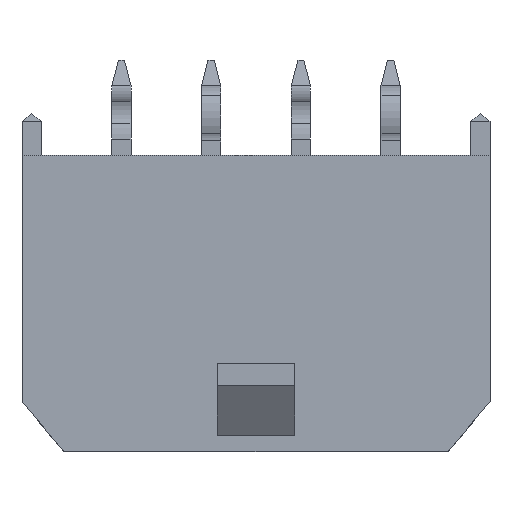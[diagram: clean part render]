
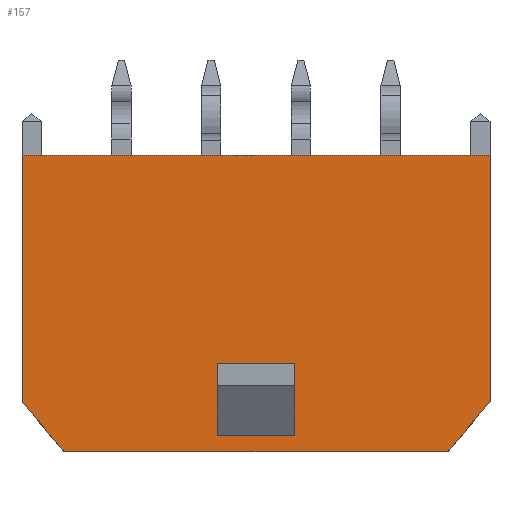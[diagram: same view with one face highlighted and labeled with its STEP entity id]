
A CAD part, top view. The second image highlights one B-rep face of the part: STEP entity #157.
In plain terms, the highlighted planar face has unit normal (0, 0, 1).
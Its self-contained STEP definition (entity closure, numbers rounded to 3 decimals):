
#75=FACE_BOUND('',#665,.T.);
#76=FACE_BOUND('',#666,.T.);
#157=ADVANCED_FACE('',(#75,#76),#333,.T.);
#333=PLANE('',#3176);
#665=EDGE_LOOP('',(#1051,#1052,#1053,#1054,#1055,#1056));
#666=EDGE_LOOP('',(#1057,#1058,#1059,#1060));
#1051=ORIENTED_EDGE('',*,*,#2120,.F.);
#1052=ORIENTED_EDGE('',*,*,#2085,.F.);
#1053=ORIENTED_EDGE('',*,*,#2021,.T.);
#1054=ORIENTED_EDGE('',*,*,#2145,.T.);
#1055=ORIENTED_EDGE('',*,*,#2117,.F.);
#1056=ORIENTED_EDGE('',*,*,#2140,.F.);
#1057=ORIENTED_EDGE('',*,*,#2146,.T.);
#1058=ORIENTED_EDGE('',*,*,#2147,.T.);
#1059=ORIENTED_EDGE('',*,*,#2148,.F.);
#1060=ORIENTED_EDGE('',*,*,#2149,.F.);
#1753=VERTEX_POINT('',#4348);
#1754=VERTEX_POINT('',#4350);
#1809=VERTEX_POINT('',#4479);
#1835=VERTEX_POINT('',#4537);
#1838=VERTEX_POINT('',#4542);
#1839=VERTEX_POINT('',#4546);
#1862=VERTEX_POINT('',#4599);
#1863=VERTEX_POINT('',#4600);
#1864=VERTEX_POINT('',#4602);
#1865=VERTEX_POINT('',#4604);
#2021=EDGE_CURVE('',#1754,#1753,#2408,.T.);
#2085=EDGE_CURVE('',#1754,#1809,#2460,.T.);
#2117=EDGE_CURVE('',#1838,#1835,#2492,.T.);
#2120=EDGE_CURVE('',#1809,#1839,#2495,.T.);
#2140=EDGE_CURVE('',#1839,#1838,#2515,.T.);
#2145=EDGE_CURVE('',#1753,#1835,#2520,.T.);
#2146=EDGE_CURVE('',#1862,#1863,#2521,.T.);
#2147=EDGE_CURVE('',#1863,#1864,#2522,.T.);
#2148=EDGE_CURVE('',#1865,#1864,#2523,.T.);
#2149=EDGE_CURVE('',#1862,#1865,#2524,.T.);
#2408=LINE('',#4349,#2783);
#2460=LINE('',#4478,#2835);
#2492=LINE('',#4543,#2867);
#2495=LINE('',#4549,#2870);
#2515=LINE('',#4589,#2890);
#2520=LINE('',#4597,#2895);
#2521=LINE('',#4598,#2896);
#2522=LINE('',#4601,#2897);
#2523=LINE('',#4603,#2898);
#2524=LINE('',#4605,#2899);
#2783=VECTOR('',#3481,1.);
#2835=VECTOR('',#3577,1.);
#2867=VECTOR('',#3615,1.);
#2870=VECTOR('',#3620,1.);
#2890=VECTOR('',#3642,1.);
#2895=VECTOR('',#3649,1.);
#2896=VECTOR('',#3650,1.);
#2897=VECTOR('',#3651,1.);
#2898=VECTOR('',#3652,1.);
#2899=VECTOR('',#3653,1.);
#3176=AXIS2_PLACEMENT_3D('',#4606,#3654,#3655);
#3481=DIRECTION('',(-1.,0.,0.));
#3577=DIRECTION('',(0.,-1.,0.));
#3615=DIRECTION('',(-0.643,0.766,0.));
#3620=DIRECTION('',(-0.643,-0.766,0.));
#3642=DIRECTION('',(-1.,0.,0.));
#3649=DIRECTION('',(0.,-1.,0.));
#3650=DIRECTION('',(-1.,0.,0.));
#3651=DIRECTION('',(0.,1.,0.));
#3652=DIRECTION('',(-1.,0.,0.));
#3653=DIRECTION('',(0.,1.,0.));
#3654=DIRECTION('',(0.,0.,1.));
#3655=DIRECTION('',(1.,0.,0.));
#4348=CARTESIAN_POINT('',(-7.825,9.9,3.86));
#4349=CARTESIAN_POINT('',(7.825,9.9,3.86));
#4350=CARTESIAN_POINT('',(7.825,9.9,3.86));
#4478=CARTESIAN_POINT('',(7.825,9.9,3.86));
#4479=CARTESIAN_POINT('',(7.825,1.668,3.86));
#4537=CARTESIAN_POINT('',(-7.825,1.668,3.86));
#4542=CARTESIAN_POINT('',(-6.425,0.,3.86));
#4543=CARTESIAN_POINT('',(-6.425,0.,3.86));
#4546=CARTESIAN_POINT('',(6.425,0.,3.86));
#4549=CARTESIAN_POINT('',(7.825,1.668,3.86));
#4589=CARTESIAN_POINT('',(7.825,0.,3.86));
#4597=CARTESIAN_POINT('',(-7.825,9.9,3.86));
#4598=CARTESIAN_POINT('',(1.3,0.54,3.86));
#4599=CARTESIAN_POINT('',(1.3,0.54,3.86));
#4600=CARTESIAN_POINT('',(-1.3,0.54,3.86));
#4601=CARTESIAN_POINT('',(-1.3,0.54,3.86));
#4602=CARTESIAN_POINT('',(-1.3,2.95,3.86));
#4603=CARTESIAN_POINT('',(1.3,2.95,3.86));
#4604=CARTESIAN_POINT('',(1.3,2.95,3.86));
#4605=CARTESIAN_POINT('',(1.3,0.54,3.86));
#4606=CARTESIAN_POINT('',(7.825,9.9,3.86));
